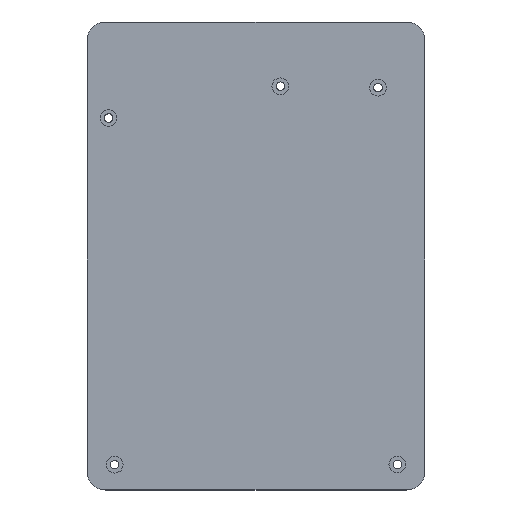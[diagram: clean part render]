
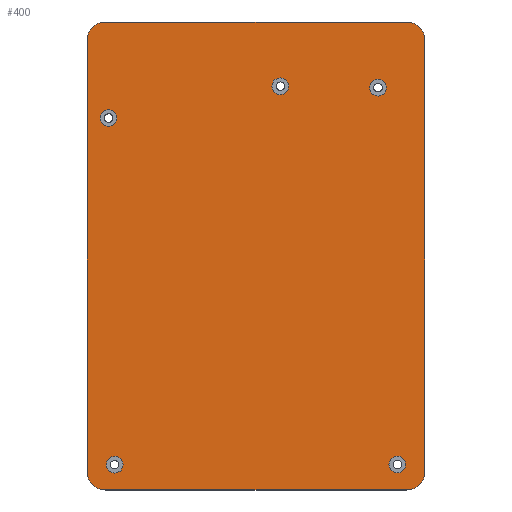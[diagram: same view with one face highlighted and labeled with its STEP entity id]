
A CAD part, top view. The second image highlights one B-rep face of the part: STEP entity #400.
In plain terms, the highlighted planar face has unit normal (0, 0, 1).
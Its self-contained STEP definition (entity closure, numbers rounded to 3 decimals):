
#15=FACE_BOUND('',#69,.T.);
#16=FACE_BOUND('',#70,.T.);
#17=FACE_BOUND('',#71,.T.);
#18=FACE_BOUND('',#72,.T.);
#19=FACE_BOUND('',#73,.T.);
#31=PLANE('',#441);
#43=FACE_OUTER_BOUND('',#68,.T.);
#68=EDGE_LOOP('',(#284,#285,#286,#287,#288,#289,#290,#291));
#69=EDGE_LOOP('',(#292));
#70=EDGE_LOOP('',(#293));
#71=EDGE_LOOP('',(#294));
#72=EDGE_LOOP('',(#295));
#73=EDGE_LOOP('',(#296));
#108=LINE('',#636,#134);
#111=LINE('',#642,#137);
#112=LINE('',#646,#138);
#113=LINE('',#650,#139);
#134=VECTOR('',#502,10.);
#137=VECTOR('',#507,10.);
#138=VECTOR('',#510,10.);
#139=VECTOR('',#513,10.);
#159=CIRCLE('',#439,5.);
#160=CIRCLE('',#442,5.);
#161=CIRCLE('',#443,5.);
#162=CIRCLE('',#444,5.);
#163=CIRCLE('',#445,2.25);
#164=CIRCLE('',#446,2.25);
#165=CIRCLE('',#447,2.25);
#166=CIRCLE('',#448,2.25);
#167=CIRCLE('',#449,2.25);
#188=VERTEX_POINT('',#629);
#189=VERTEX_POINT('',#631);
#190=VERTEX_POINT('',#635);
#192=VERTEX_POINT('',#641);
#193=VERTEX_POINT('',#643);
#194=VERTEX_POINT('',#645);
#195=VERTEX_POINT('',#647);
#196=VERTEX_POINT('',#649);
#197=VERTEX_POINT('',#652);
#198=VERTEX_POINT('',#654);
#199=VERTEX_POINT('',#656);
#200=VERTEX_POINT('',#658);
#201=VERTEX_POINT('',#660);
#224=EDGE_CURVE('',#188,#189,#159,.T.);
#226=EDGE_CURVE('',#190,#189,#108,.T.);
#229=EDGE_CURVE('',#188,#192,#111,.T.);
#230=EDGE_CURVE('',#193,#192,#160,.T.);
#231=EDGE_CURVE('',#193,#194,#112,.T.);
#232=EDGE_CURVE('',#195,#194,#161,.T.);
#233=EDGE_CURVE('',#195,#196,#113,.T.);
#234=EDGE_CURVE('',#190,#196,#162,.T.);
#235=EDGE_CURVE('',#197,#197,#163,.T.);
#236=EDGE_CURVE('',#198,#198,#164,.T.);
#237=EDGE_CURVE('',#199,#199,#165,.T.);
#238=EDGE_CURVE('',#200,#200,#166,.T.);
#239=EDGE_CURVE('',#201,#201,#167,.T.);
#284=ORIENTED_EDGE('',*,*,#224,.F.);
#285=ORIENTED_EDGE('',*,*,#229,.T.);
#286=ORIENTED_EDGE('',*,*,#230,.F.);
#287=ORIENTED_EDGE('',*,*,#231,.T.);
#288=ORIENTED_EDGE('',*,*,#232,.F.);
#289=ORIENTED_EDGE('',*,*,#233,.T.);
#290=ORIENTED_EDGE('',*,*,#234,.F.);
#291=ORIENTED_EDGE('',*,*,#226,.T.);
#292=ORIENTED_EDGE('',*,*,#235,.T.);
#293=ORIENTED_EDGE('',*,*,#236,.T.);
#294=ORIENTED_EDGE('',*,*,#237,.T.);
#295=ORIENTED_EDGE('',*,*,#238,.T.);
#296=ORIENTED_EDGE('',*,*,#239,.T.);
#400=ADVANCED_FACE('',(#43,#15,#16,#17,#18,#19),#31,.F.);
#439=AXIS2_PLACEMENT_3D('',#632,#497,#498);
#441=AXIS2_PLACEMENT_3D('',#640,#505,#506);
#442=AXIS2_PLACEMENT_3D('',#644,#508,#509);
#443=AXIS2_PLACEMENT_3D('',#648,#511,#512);
#444=AXIS2_PLACEMENT_3D('',#651,#514,#515);
#445=AXIS2_PLACEMENT_3D('',#653,#516,#517);
#446=AXIS2_PLACEMENT_3D('',#655,#518,#519);
#447=AXIS2_PLACEMENT_3D('',#657,#520,#521);
#448=AXIS2_PLACEMENT_3D('',#659,#522,#523);
#449=AXIS2_PLACEMENT_3D('',#661,#524,#525);
#497=DIRECTION('center_axis',(0.,0.,-1.));
#498=DIRECTION('ref_axis',(0.707,0.707,0.));
#502=DIRECTION('',(0.,1.,0.));
#505=DIRECTION('center_axis',(0.,0.,-1.));
#506=DIRECTION('ref_axis',(-1.,0.,0.));
#507=DIRECTION('',(-1.,0.,0.));
#508=DIRECTION('center_axis',(0.,0.,-1.));
#509=DIRECTION('ref_axis',(-0.707,0.707,0.));
#510=DIRECTION('',(0.,-1.,0.));
#511=DIRECTION('center_axis',(0.,0.,-1.));
#512=DIRECTION('ref_axis',(-0.707,-0.707,0.));
#513=DIRECTION('',(1.,0.,0.));
#514=DIRECTION('center_axis',(0.,0.,-1.));
#515=DIRECTION('ref_axis',(0.707,-0.707,0.));
#516=DIRECTION('center_axis',(0.,0.,-1.));
#517=DIRECTION('ref_axis',(1.,0.,0.));
#518=DIRECTION('center_axis',(0.,0.,-1.));
#519=DIRECTION('ref_axis',(1.,0.,0.));
#520=DIRECTION('center_axis',(0.,0.,-1.));
#521=DIRECTION('ref_axis',(1.,0.,0.));
#522=DIRECTION('center_axis',(0.,0.,-1.));
#523=DIRECTION('ref_axis',(1.,0.,0.));
#524=DIRECTION('center_axis',(0.,0.,-1.));
#525=DIRECTION('ref_axis',(1.,0.,0.));
#629=CARTESIAN_POINT('',(145.3,-34.35,-2.64));
#631=CARTESIAN_POINT('',(150.3,-39.35,-2.64));
#632=CARTESIAN_POINT('Origin',(145.3,-39.35,-2.64));
#635=CARTESIAN_POINT('',(150.3,-155.35,-2.64));
#636=CARTESIAN_POINT('',(150.3,-128.85,-2.64));
#640=CARTESIAN_POINT('Origin',(104.8,-97.35,-2.64));
#641=CARTESIAN_POINT('',(64.3,-34.35,-2.64));
#642=CARTESIAN_POINT('',(127.55,-34.35,-2.64));
#643=CARTESIAN_POINT('',(59.3,-39.35,-2.64));
#644=CARTESIAN_POINT('Origin',(64.3,-39.35,-2.64));
#645=CARTESIAN_POINT('',(59.3,-155.35,-2.64));
#646=CARTESIAN_POINT('',(59.3,-65.85,-2.64));
#647=CARTESIAN_POINT('',(64.3,-160.35,-2.64));
#648=CARTESIAN_POINT('Origin',(64.3,-155.35,-2.64));
#649=CARTESIAN_POINT('',(145.3,-160.35,-2.64));
#650=CARTESIAN_POINT('',(82.05,-160.35,-2.64));
#651=CARTESIAN_POINT('Origin',(145.3,-155.35,-2.64));
#652=CARTESIAN_POINT('',(140.6,-153.5,-2.64));
#653=CARTESIAN_POINT('Origin',(142.85,-153.5,-2.64));
#654=CARTESIAN_POINT('',(64.5,-153.55,-2.64));
#655=CARTESIAN_POINT('Origin',(66.75,-153.55,-2.64));
#656=CARTESIAN_POINT('',(135.4,-52.05,-2.64));
#657=CARTESIAN_POINT('Origin',(137.65,-52.05,-2.64));
#658=CARTESIAN_POINT('',(62.85,-60.2,-2.64));
#659=CARTESIAN_POINT('Origin',(65.1,-60.2,-2.64));
#660=CARTESIAN_POINT('',(109.1,-51.65,-2.64));
#661=CARTESIAN_POINT('Origin',(111.35,-51.65,-2.64));
